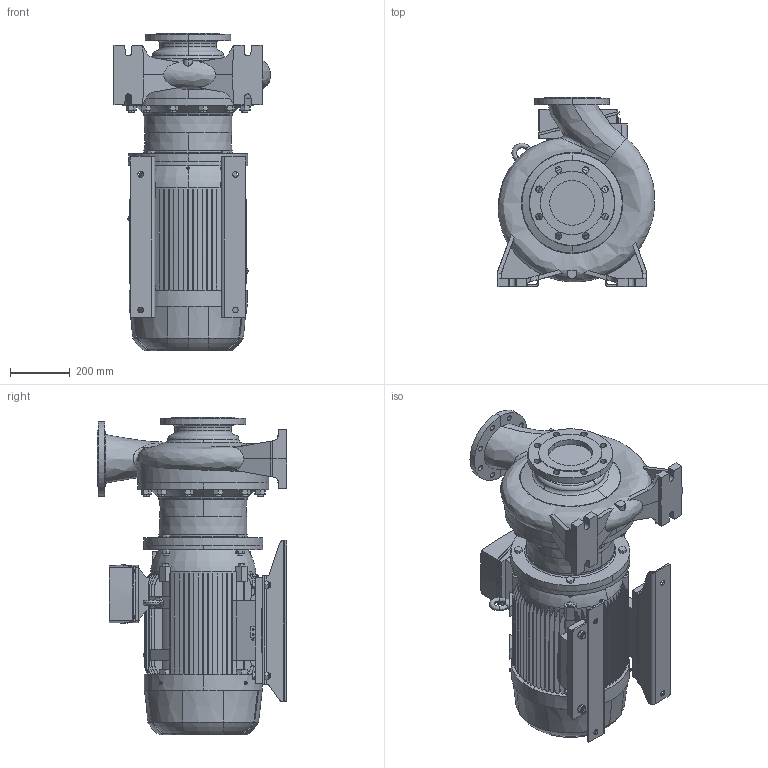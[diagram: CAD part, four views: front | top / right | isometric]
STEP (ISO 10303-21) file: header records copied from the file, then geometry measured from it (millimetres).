
FILE_DESCRIPTION (( 'STEP AP214' ), '1' );
FILE_NAME ('4_93_494_13_REV01.step', '2022-09-12T12:33:09', ( '' ), ( '' ), 'SwSTEP 2.0', 'SolidWorks 2020', '' );
FILE_SCHEMA (( 'AUTOMOTIVE_DESIGN' ));
Length unit declared in the file: millimetre
Products named in the file (1): 4_93_494_13_REV01
Bounding box: 526.39 x 635 x 1065.8 mm (x, y, z)
Volume: 125134916.4 mm3; surface area: 3796562.4 mm2
Topology: 11 solids, 11 shells, 1698 faces, 4632 edges, 3042 vertices
Faces by surface type: plane 976, cylinder 366, torus 157, cone 137, bspline 62
Entity records: 98673 total; most frequent: CARTESIAN_POINT 56688, ORIENTED_EDGE 9264, DIRECTION 7960, EDGE_CURVE 4632, VERTEX_POINT 3042, AXIS2_PLACEMENT_3D 2697, VECTOR 2566, LINE 2566
